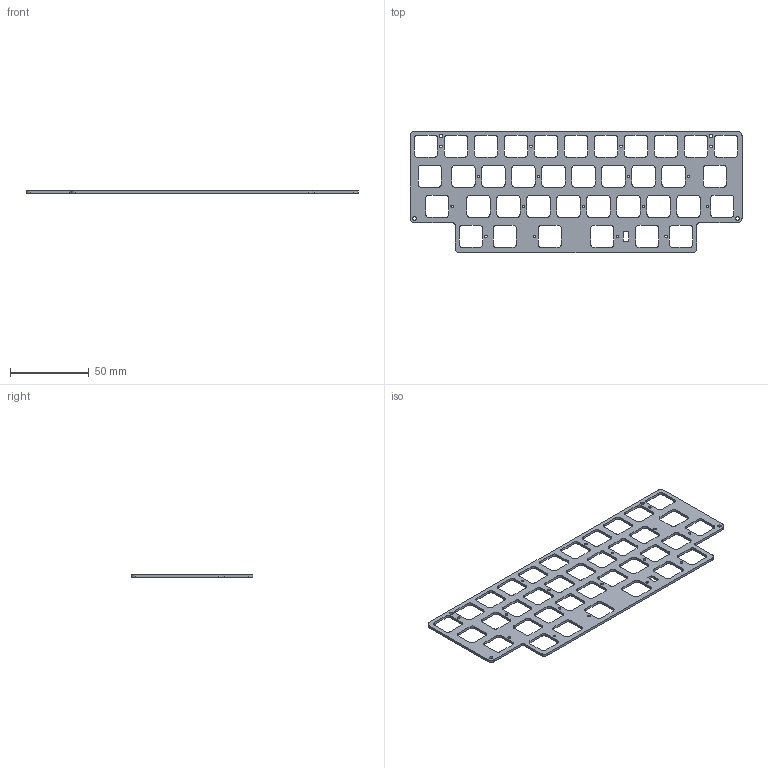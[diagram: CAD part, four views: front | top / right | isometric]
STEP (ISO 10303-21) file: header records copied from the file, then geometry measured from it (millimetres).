
FILE_DESCRIPTION(('KiCad electronic assembly'),'2;1');
FILE_NAME('travaulta plate dyna threaded.step','2026-02-07T17:15:12',( 'Pcbnew'),('Kicad'),'Open CASCADE STEP processor 7.8', 'KiCad to STEP converter','Unknown');
FILE_SCHEMA(('AUTOMOTIVE_DESIGN { 1 0 10303 214 1 1 1 1 }'));
Length unit declared in the file: millimetre
Products named in the file (2): travaulta plate dyna threaded 1; travaulta plate dyna threaded_PCB
Assembly tree (1 placements, depth 2):
  travaulta plate dyna threaded 1
    travaulta plate dyna threaded_PCB
Bounding box: 210.7 x 77.35 x 1.59 mm (x, y, z)
Volume: 12071.4 mm3; surface area: 19477.6 mm2
Topology: 1 solids, 1 shells, 339 faces, 1011 edges, 674 vertices
Faces by surface type: cylinder 177, plane 162
Full cylindrical faces by diameter (mm): 1.6 x17, 2.3 x4
Entity records: 11772 total; most frequent: DIRECTION 2047, CARTESIAN_POINT 2026, ORIENTED_EDGE 2022, EDGE_CURVE 1011, AXIS2_PLACEMENT_3D 695, VERTEX_POINT 674, LINE 657, VECTOR 657
